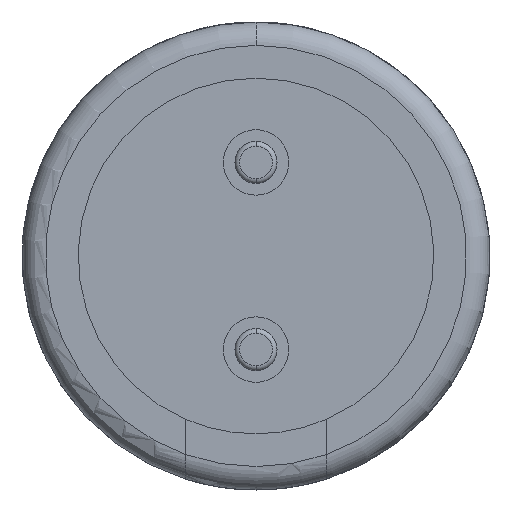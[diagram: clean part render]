
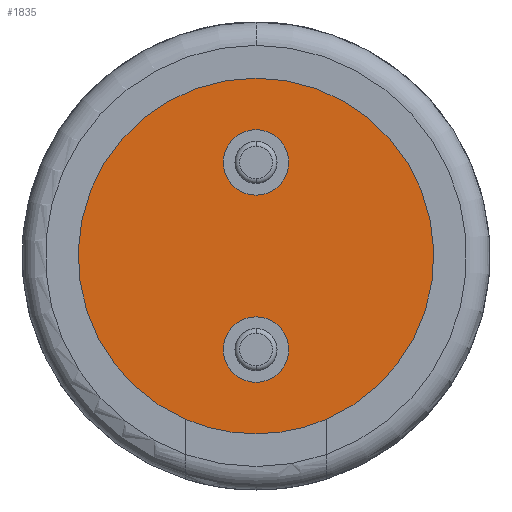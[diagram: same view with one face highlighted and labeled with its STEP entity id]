
A CAD part, front view. The second image highlights one B-rep face of the part: STEP entity #1835.
In plain terms, the highlighted planar face has unit normal (0, -1, 0).
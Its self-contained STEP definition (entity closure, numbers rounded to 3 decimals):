
#40 = ORIENTED_EDGE ( 'NONE', *, *, #1061, .F. ) ;
#101 = CARTESIAN_POINT ( 'NONE',  ( 0., 0.1, -1.35 ) ) ;
#143 = DIRECTION ( 'NONE',  ( 0., 0., -1. ) ) ;
#145 = DIRECTION ( 'NONE',  ( 0., 0., -1. ) ) ;
#238 = VERTEX_POINT ( 'NONE', #1733 ) ;
#246 = FACE_OUTER_BOUND ( 'NONE', #921, .T. ) ;
#308 = AXIS2_PLACEMENT_3D ( 'NONE', #1786, #1863, #4268 ) ;
#567 = DIRECTION ( 'NONE',  ( 0., -1., 0. ) ) ;
#661 = DIRECTION ( 'NONE',  ( 0., 0., -1. ) ) ;
#663 = CIRCLE ( 'NONE', #1340, 0.35 ) ;
#795 = DIRECTION ( 'NONE',  ( 0., 0., -1. ) ) ;
#921 = EDGE_LOOP ( 'NONE', ( #4242, #2112, #1803 ) ) ;
#1014 = CIRCLE ( 'NONE', #3395, 0.35 ) ;
#1061 = EDGE_CURVE ( 'NONE', #238, #2208, #663, .T. ) ;
#1250 = EDGE_LOOP ( 'NONE', ( #4453, #1977 ) ) ;
#1296 = AXIS2_PLACEMENT_3D ( 'NONE', #4131, #567, #661 ) ;
#1340 = AXIS2_PLACEMENT_3D ( 'NONE', #2653, #4119, #2251 ) ;
#1420 = EDGE_CURVE ( 'NONE', #2147, #3069, #2299, .T. ) ;
#1449 = EDGE_CURVE ( 'NONE', #4304, #2059, #4188, .T. ) ;
#1733 = CARTESIAN_POINT ( 'NONE',  ( 0., 0.1, 1.35 ) ) ;
#1786 = CARTESIAN_POINT ( 'NONE',  ( 0., 0.1, 0. ) ) ;
#1803 = ORIENTED_EDGE ( 'NONE', *, *, #1449, .T. ) ;
#1835 = ADVANCED_FACE ( 'NONE', ( #3062, #2000, #246 ), #4169, .T. ) ;
#1863 = DIRECTION ( 'NONE',  ( 0., -1., 0. ) ) ;
#1865 = CARTESIAN_POINT ( 'NONE',  ( 0., 0.1, 0.65 ) ) ;
#1977 = ORIENTED_EDGE ( 'NONE', *, *, #1420, .F. ) ;
#2000 = FACE_BOUND ( 'NONE', #2430, .T. ) ;
#2054 = EDGE_CURVE ( 'NONE', #3236, #4304, #3754, .T. ) ;
#2059 = VERTEX_POINT ( 'NONE', #2125 ) ;
#2112 = ORIENTED_EDGE ( 'NONE', *, *, #2054, .T. ) ;
#2125 = CARTESIAN_POINT ( 'NONE',  ( 0.75, 0.1, -1.746 ) ) ;
#2147 = VERTEX_POINT ( 'NONE', #2915 ) ;
#2187 = CARTESIAN_POINT ( 'NONE',  ( -0.75, 0.1, -1.746 ) ) ;
#2208 = VERTEX_POINT ( 'NONE', #1865 ) ;
#2251 = DIRECTION ( 'NONE',  ( 0., 0., -1. ) ) ;
#2268 = EDGE_CURVE ( 'NONE', #2208, #238, #3083, .T. ) ;
#2299 = CIRCLE ( 'NONE', #3130, 0.35 ) ;
#2420 = CIRCLE ( 'NONE', #3995, 1.9 ) ;
#2430 = EDGE_LOOP ( 'NONE', ( #4253, #40 ) ) ;
#2539 = DIRECTION ( 'NONE',  ( 0., 0., -1. ) ) ;
#2597 = DIRECTION ( 'NONE',  ( 0., -1., 0. ) ) ;
#2644 = CARTESIAN_POINT ( 'NONE',  ( 0., 0.1, -1. ) ) ;
#2653 = CARTESIAN_POINT ( 'NONE',  ( 0., 0.1, 1. ) ) ;
#2807 = CARTESIAN_POINT ( 'NONE',  ( 0., 0.1, 0. ) ) ;
#2897 = EDGE_CURVE ( 'NONE', #3069, #2147, #1014, .T. ) ;
#2915 = CARTESIAN_POINT ( 'NONE',  ( 0., 0.1, -0.65 ) ) ;
#2924 = CARTESIAN_POINT ( 'NONE',  ( 0., 0.1, 0. ) ) ;
#2953 = DIRECTION ( 'NONE',  ( 0., -1., 0. ) ) ;
#3003 = CARTESIAN_POINT ( 'NONE',  ( 0., 0.1, -1. ) ) ;
#3062 = FACE_BOUND ( 'NONE', #1250, .T. ) ;
#3066 = CARTESIAN_POINT ( 'NONE',  ( 0., 0.1, -1.9 ) ) ;
#3069 = VERTEX_POINT ( 'NONE', #101 ) ;
#3083 = CIRCLE ( 'NONE', #3599, 0.35 ) ;
#3130 = AXIS2_PLACEMENT_3D ( 'NONE', #2644, #4091, #2539 ) ;
#3236 = VERTEX_POINT ( 'NONE', #2187 ) ;
#3324 = DIRECTION ( 'NONE',  ( 0., -1., 0. ) ) ;
#3395 = AXIS2_PLACEMENT_3D ( 'NONE', #3003, #4067, #795 ) ;
#3599 = AXIS2_PLACEMENT_3D ( 'NONE', #4108, #3324, #143 ) ;
#3754 = CIRCLE ( 'NONE', #1296, 1.9 ) ;
#3995 = AXIS2_PLACEMENT_3D ( 'NONE', #2924, #2953, #4068 ) ;
#4067 = DIRECTION ( 'NONE',  ( 0., -1., 0. ) ) ;
#4068 = DIRECTION ( 'NONE',  ( 0., 0., -1. ) ) ;
#4091 = DIRECTION ( 'NONE',  ( 0., -1., 0. ) ) ;
#4108 = CARTESIAN_POINT ( 'NONE',  ( 0., 0.1, 1. ) ) ;
#4119 = DIRECTION ( 'NONE',  ( 0., -1., 0. ) ) ;
#4131 = CARTESIAN_POINT ( 'NONE',  ( 0., 0.1, 0. ) ) ;
#4169 = PLANE ( 'NONE',  #4433 ) ;
#4188 = CIRCLE ( 'NONE', #308, 1.9 ) ;
#4242 = ORIENTED_EDGE ( 'NONE', *, *, #4381, .T. ) ;
#4253 = ORIENTED_EDGE ( 'NONE', *, *, #2268, .F. ) ;
#4268 = DIRECTION ( 'NONE',  ( 0., 0., -1. ) ) ;
#4304 = VERTEX_POINT ( 'NONE', #3066 ) ;
#4381 = EDGE_CURVE ( 'NONE', #2059, #3236, #2420, .T. ) ;
#4433 = AXIS2_PLACEMENT_3D ( 'NONE', #2807, #2597, #145 ) ;
#4453 = ORIENTED_EDGE ( 'NONE', *, *, #2897, .F. ) ;
